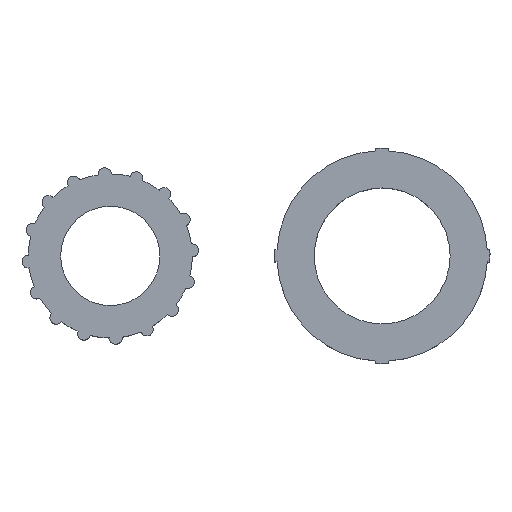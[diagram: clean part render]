
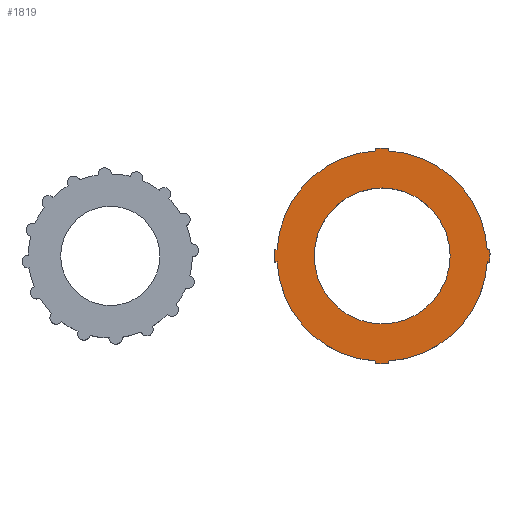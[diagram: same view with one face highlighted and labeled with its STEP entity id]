
A CAD part, top view. The second image highlights one B-rep face of the part: STEP entity #1819.
In plain terms, the highlighted planar face has unit normal (0, 0, 1).
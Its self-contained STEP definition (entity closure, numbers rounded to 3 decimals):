
#21=FACE_BOUND('',#197,.T.);
#37=PLANE('',#1961);
#89=FACE_OUTER_BOUND('',#196,.T.);
#196=EDGE_LOOP('',(#1345,#1346,#1347,#1348,#1349,#1350,#1351,#1352,#1353,
#1354,#1355,#1356,#1357,#1358,#1359,#1360));
#197=EDGE_LOOP('',(#1361));
#267=CIRCLE('',#1925,15.75);
#269=CIRCLE('',#1930,25.);
#271=CIRCLE('',#1934,24.4);
#273=CIRCLE('',#1938,25.);
#275=CIRCLE('',#1942,24.4);
#277=CIRCLE('',#1946,25.);
#279=CIRCLE('',#1950,24.4);
#281=CIRCLE('',#1954,25.);
#283=CIRCLE('',#1958,24.4);
#461=LINE('',#5503,#564);
#466=LINE('',#5517,#569);
#470=LINE('',#5529,#573);
#474=LINE('',#5541,#577);
#478=LINE('',#5553,#581);
#482=LINE('',#5565,#585);
#486=LINE('',#5577,#589);
#490=LINE('',#5589,#593);
#564=VECTOR('',#2183,10.);
#569=VECTOR('',#2196,10.);
#573=VECTOR('',#2208,10.);
#577=VECTOR('',#2220,10.);
#581=VECTOR('',#2232,10.);
#585=VECTOR('',#2244,10.);
#589=VECTOR('',#2256,10.);
#593=VECTOR('',#2268,10.);
#693=VERTEX_POINT('',#5493);
#695=VERTEX_POINT('',#5501);
#696=VERTEX_POINT('',#5502);
#699=VERTEX_POINT('',#5510);
#701=VERTEX_POINT('',#5516);
#703=VERTEX_POINT('',#5522);
#705=VERTEX_POINT('',#5528);
#707=VERTEX_POINT('',#5534);
#709=VERTEX_POINT('',#5540);
#711=VERTEX_POINT('',#5546);
#713=VERTEX_POINT('',#5552);
#715=VERTEX_POINT('',#5558);
#717=VERTEX_POINT('',#5564);
#719=VERTEX_POINT('',#5570);
#721=VERTEX_POINT('',#5576);
#723=VERTEX_POINT('',#5582);
#725=VERTEX_POINT('',#5588);
#906=EDGE_CURVE('',#693,#693,#267,.T.);
#909=EDGE_CURVE('',#695,#696,#461,.T.);
#913=EDGE_CURVE('',#699,#696,#269,.T.);
#916=EDGE_CURVE('',#699,#701,#466,.T.);
#919=EDGE_CURVE('',#703,#701,#271,.T.);
#922=EDGE_CURVE('',#703,#705,#470,.T.);
#925=EDGE_CURVE('',#707,#705,#273,.T.);
#928=EDGE_CURVE('',#709,#707,#474,.T.);
#931=EDGE_CURVE('',#711,#709,#275,.T.);
#934=EDGE_CURVE('',#711,#713,#478,.T.);
#937=EDGE_CURVE('',#715,#713,#277,.T.);
#940=EDGE_CURVE('',#715,#717,#482,.T.);
#943=EDGE_CURVE('',#719,#717,#279,.T.);
#946=EDGE_CURVE('',#721,#719,#486,.T.);
#949=EDGE_CURVE('',#723,#721,#281,.T.);
#952=EDGE_CURVE('',#725,#723,#490,.T.);
#955=EDGE_CURVE('',#695,#725,#283,.T.);
#1345=ORIENTED_EDGE('',*,*,#955,.F.);
#1346=ORIENTED_EDGE('',*,*,#909,.T.);
#1347=ORIENTED_EDGE('',*,*,#913,.F.);
#1348=ORIENTED_EDGE('',*,*,#916,.T.);
#1349=ORIENTED_EDGE('',*,*,#919,.F.);
#1350=ORIENTED_EDGE('',*,*,#922,.T.);
#1351=ORIENTED_EDGE('',*,*,#925,.F.);
#1352=ORIENTED_EDGE('',*,*,#928,.F.);
#1353=ORIENTED_EDGE('',*,*,#931,.F.);
#1354=ORIENTED_EDGE('',*,*,#934,.T.);
#1355=ORIENTED_EDGE('',*,*,#937,.F.);
#1356=ORIENTED_EDGE('',*,*,#940,.T.);
#1357=ORIENTED_EDGE('',*,*,#943,.F.);
#1358=ORIENTED_EDGE('',*,*,#946,.F.);
#1359=ORIENTED_EDGE('',*,*,#949,.F.);
#1360=ORIENTED_EDGE('',*,*,#952,.F.);
#1361=ORIENTED_EDGE('',*,*,#906,.F.);
#1819=ADVANCED_FACE('',(#89,#21),#37,.F.);
#1925=AXIS2_PLACEMENT_3D('',#5495,#2174,#2175);
#1930=AXIS2_PLACEMENT_3D('',#5511,#2189,#2190);
#1934=AXIS2_PLACEMENT_3D('',#5523,#2201,#2202);
#1938=AXIS2_PLACEMENT_3D('',#5535,#2213,#2214);
#1942=AXIS2_PLACEMENT_3D('',#5547,#2225,#2226);
#1946=AXIS2_PLACEMENT_3D('',#5559,#2237,#2238);
#1950=AXIS2_PLACEMENT_3D('',#5571,#2249,#2250);
#1954=AXIS2_PLACEMENT_3D('',#5583,#2261,#2262);
#1958=AXIS2_PLACEMENT_3D('',#5594,#2273,#2274);
#1961=AXIS2_PLACEMENT_3D('',#5597,#2279,#2280);
#2174=DIRECTION('center_axis',(0.,0.,1.));
#2175=DIRECTION('ref_axis',(-1.,0.,0.));
#2183=DIRECTION('',(0.,-1.,0.));
#2189=DIRECTION('center_axis',(0.,0.,-1.));
#2190=DIRECTION('ref_axis',(-1.,0.,0.));
#2196=DIRECTION('',(0.,1.,0.));
#2201=DIRECTION('center_axis',(0.,0.,-1.));
#2202=DIRECTION('ref_axis',(0.998,-0.057,0.));
#2208=DIRECTION('',(1.,-0.02,0.));
#2213=DIRECTION('center_axis',(0.,0.,-1.));
#2214=DIRECTION('ref_axis',(-1.,0.,0.));
#2220=DIRECTION('',(1.,0.,0.));
#2225=DIRECTION('center_axis',(0.,0.,-1.));
#2226=DIRECTION('ref_axis',(-1.,0.,0.));
#2232=DIRECTION('',(0.,1.,0.));
#2237=DIRECTION('center_axis',(0.,0.,-1.));
#2238=DIRECTION('ref_axis',(-1.,0.,0.));
#2244=DIRECTION('',(0.,-1.,0.));
#2249=DIRECTION('center_axis',(0.,0.,-1.));
#2250=DIRECTION('ref_axis',(-1.,0.,0.));
#2256=DIRECTION('',(1.,0.,0.));
#2261=DIRECTION('center_axis',(0.,0.,-1.));
#2262=DIRECTION('ref_axis',(-1.,0.,0.));
#2268=DIRECTION('',(-1.,0.,0.));
#2273=DIRECTION('center_axis',(0.,0.,-1.));
#2274=DIRECTION('ref_axis',(-1.,0.,0.));
#2279=DIRECTION('center_axis',(0.,0.,-1.));
#2280=DIRECTION('ref_axis',(-1.,0.,0.));
#5493=CARTESIAN_POINT('',(15.75,0.,12.));
#5495=CARTESIAN_POINT('Origin',(0.,0.,
12.));
#5501=CARTESIAN_POINT('',(-1.5,-24.354,12.));
#5502=CARTESIAN_POINT('',(-1.5,-24.955,12.));
#5503=CARTESIAN_POINT('',(-1.5,-24.354,12.));
#5510=CARTESIAN_POINT('',(1.5,-24.955,12.));
#5511=CARTESIAN_POINT('Origin',(0.,0.,12.));
#5516=CARTESIAN_POINT('',(1.5,-24.354,12.));
#5517=CARTESIAN_POINT('',(1.5,-24.955,12.));
#5522=CARTESIAN_POINT('',(24.36,-1.4,12.));
#5523=CARTESIAN_POINT('Origin',(0.,0.,12.));
#5528=CARTESIAN_POINT('',(24.96,-1.412,12.));
#5529=CARTESIAN_POINT('',(24.36,-1.4,12.));
#5534=CARTESIAN_POINT('',(24.961,1.4,12.));
#5535=CARTESIAN_POINT('Origin',(0.,0.,12.));
#5540=CARTESIAN_POINT('',(24.36,1.4,12.));
#5541=CARTESIAN_POINT('',(24.36,1.4,12.));
#5546=CARTESIAN_POINT('',(1.5,24.354,12.));
#5547=CARTESIAN_POINT('Origin',(0.,0.,12.));
#5552=CARTESIAN_POINT('',(1.5,24.955,12.));
#5553=CARTESIAN_POINT('',(1.5,24.354,12.));
#5558=CARTESIAN_POINT('',(-1.5,24.955,12.));
#5559=CARTESIAN_POINT('Origin',(0.,0.,12.));
#5564=CARTESIAN_POINT('',(-1.5,24.354,12.));
#5565=CARTESIAN_POINT('',(-1.5,24.955,12.));
#5570=CARTESIAN_POINT('',(-24.36,1.4,12.));
#5571=CARTESIAN_POINT('Origin',(0.,0.,12.));
#5576=CARTESIAN_POINT('',(-24.961,1.4,12.));
#5577=CARTESIAN_POINT('',(-24.961,1.4,12.));
#5582=CARTESIAN_POINT('',(-24.961,-1.4,12.));
#5583=CARTESIAN_POINT('Origin',(0.,0.,12.));
#5588=CARTESIAN_POINT('',(-24.36,-1.4,12.));
#5589=CARTESIAN_POINT('',(-24.36,-1.4,12.));
#5594=CARTESIAN_POINT('Origin',(0.,0.,12.));
#5597=CARTESIAN_POINT('Origin',(0.,0.,12.));
